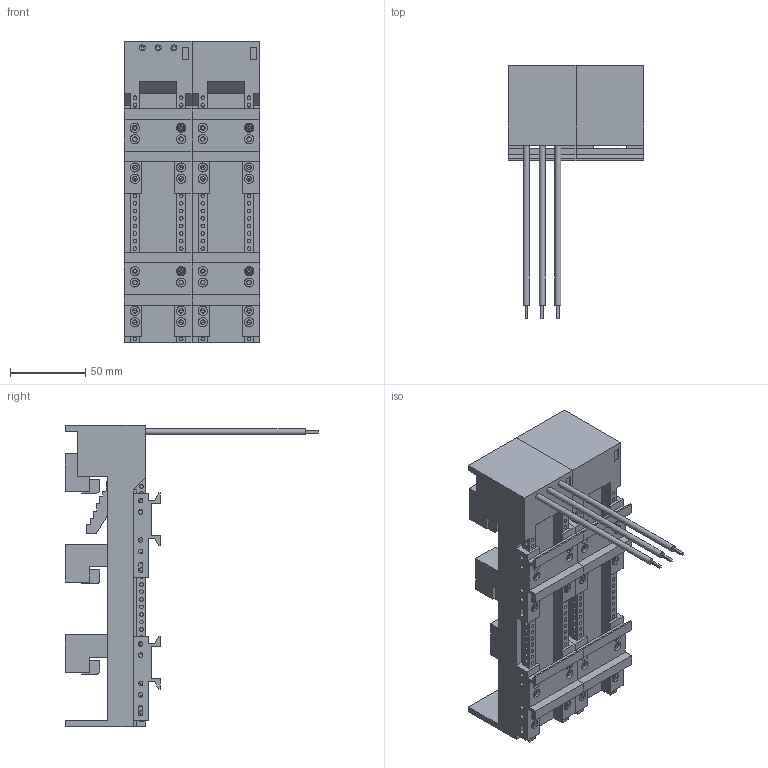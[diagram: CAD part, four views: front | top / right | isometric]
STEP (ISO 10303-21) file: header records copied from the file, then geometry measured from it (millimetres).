
FILE_DESCRIPTION(/* description */ ('STEP AP214'),/* implementation_level */ '2;1');
FILE_NAME(/* name */ '32440',/* time_stamp */ '2023-10-05T13:27:47+02:00',/* author */ ('License CC BY-ND 4.0'),/* organization */ ('CADENAS'),/* preprocessor_version */ 'ST-DEVELOPER v19.3',/* originating_system */ 'PARTsolutions',/* authorisation */ ' ');
FILE_SCHEMA (('AUTOMOTIVE_DESIGN {1 0 10303 214 3 1 1}'));
Length unit declared in the file: millimetre
Products named in the file (5): 32440; 80034CrossBoardScrew; 79350ACrossBoardAdapter; Basis45x200; AWG141159
Assembly tree (13 placements, depth 2):
  32440
    80034CrossBoardScrew  x4
    79350ACrossBoardAdapter  x4
    Basis45x200  x2
    AWG141159  x3
Bounding box: 90 x 168 x 200 mm (x, y, z)
Volume: 530826.5 mm3; surface area: 148916.6 mm2
Topology: 13 solids, 13 shells, 1118 faces, 2727 edges, 1812 vertices
Faces by surface type: plane 701, cylinder 405, sphere 8, torus 4
Full cylindrical faces by diameter (mm): 2.4 x132, 2.5 x132, 3 x64, 4 x3, 5 x4, 6 x32
Entity records: 15592 total; most frequent: CARTESIAN_POINT 2685, DIRECTION 2101, ORIENTED_EDGE 1762, EDGE_CURVE 881, EDGE_LOOP 860, FACE_BOUND 860, AXIS2_PLACEMENT_3D 819, VERTEX_POINT 667
